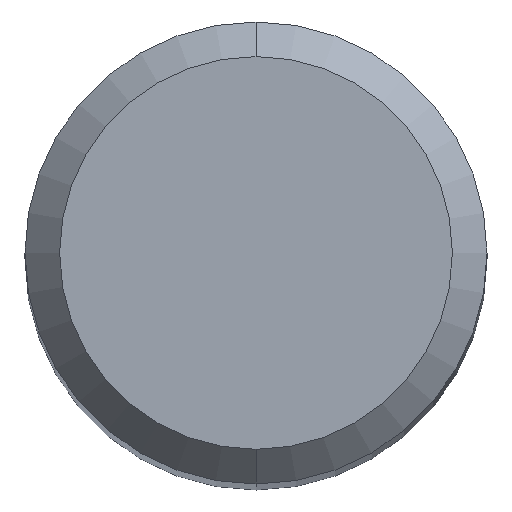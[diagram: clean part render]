
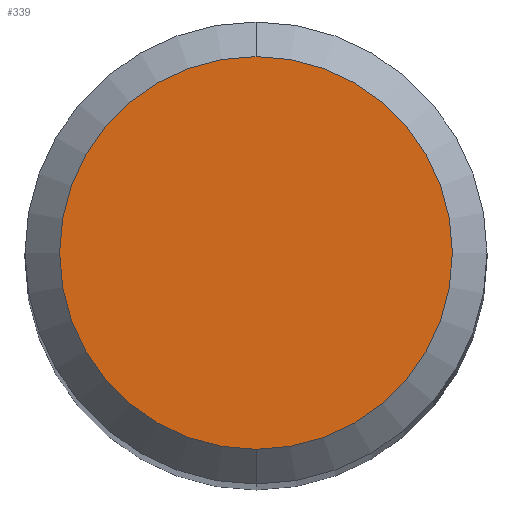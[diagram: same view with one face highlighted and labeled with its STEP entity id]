
A CAD part, top view. The second image highlights one B-rep face of the part: STEP entity #339.
In plain terms, the highlighted planar face has unit normal (0, 0, 1).
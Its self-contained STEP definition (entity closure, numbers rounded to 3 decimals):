
#287=VERTEX_POINT('',#603);
#311=EDGE_CURVE('',#287,#463,#630,.T.);
#339=ADVANCED_FACE('',(#659),#660,.T.);
#455=EDGE_CURVE('',#463,#287,#791,.T.);
#463=VERTEX_POINT('',#800);
#603=CARTESIAN_POINT('',(0.0,1.7,0.0));
#630=CIRCLE('',#1068,1.7);
#659=FACE_OUTER_BOUND('',#1137,.T.);
#660=PLANE('',#1138);
#791=CIRCLE('',#1432,1.7);
#800=CARTESIAN_POINT('',(0.,-1.7,0.0));
#1068=AXIS2_PLACEMENT_3D('',#1614,#1615,#1616);
#1137=EDGE_LOOP('',(#1631,#1632));
#1138=AXIS2_PLACEMENT_3D('',#1633,#1634,#1635);
#1432=AXIS2_PLACEMENT_3D('',#1793,#1794,#1795);
#1614=CARTESIAN_POINT('',(0.0,0.0,0.0));
#1615=DIRECTION('',(0.0,0.0,-1.0));
#1616=DIRECTION('',(0.0,1.0,0.0));
#1631=ORIENTED_EDGE('',*,*,#311,.F.);
#1632=ORIENTED_EDGE('',*,*,#455,.F.);
#1633=CARTESIAN_POINT('',(0.0,0.85,0.0));
#1634=DIRECTION('',(-0.0,0.0,1.0));
#1635=DIRECTION('',(0.0,-1.0,0.0));
#1793=CARTESIAN_POINT('',(0.0,0.0,0.0));
#1794=DIRECTION('',(0.0,0.0,-1.0));
#1795=DIRECTION('',(0.0,1.0,0.0));
